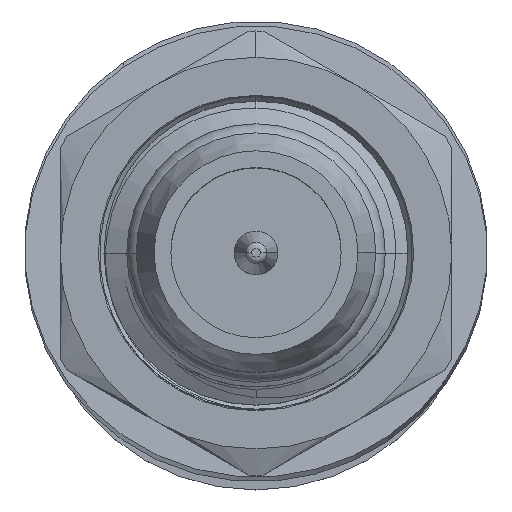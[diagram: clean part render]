
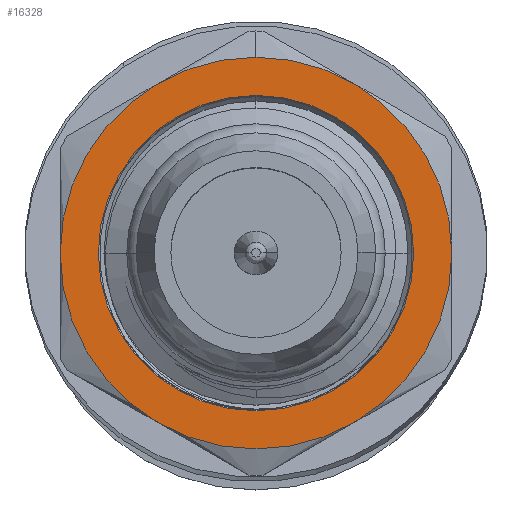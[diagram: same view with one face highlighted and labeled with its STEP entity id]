
A CAD part, top view. The second image highlights one B-rep face of the part: STEP entity #16328.
In plain terms, the highlighted face is planar.
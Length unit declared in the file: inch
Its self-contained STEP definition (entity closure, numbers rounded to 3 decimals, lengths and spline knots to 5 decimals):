
#117 = ORIENTED_EDGE ( 'NONE', *, *, #13929, .T. ) ;
#232 = ORIENTED_EDGE ( 'NONE', *, *, #3726, .T. ) ;
#608 = CARTESIAN_POINT ( 'NONE',  ( 0., 0., -0.03 ) ) ;
#681 = CARTESIAN_POINT ( 'NONE',  ( 0., 0.1565, -0.03 ) ) ;
#707 = CARTESIAN_POINT ( 'NONE',  ( 0.13553, -0.07825, -0.03 ) ) ;
#972 = CARTESIAN_POINT ( 'NONE',  ( 0.12602, 0., -0.03 ) ) ;
#1245 = CIRCLE ( 'NONE', #6258, 0.1565 ) ;
#1763 = VERTEX_POINT ( 'NONE', #972 ) ;
#1857 = CIRCLE ( 'NONE', #14765, 0.1565 ) ;
#1905 = AXIS2_PLACEMENT_3D ( 'NONE', #7484, #13770, #20056 ) ;
#2180 = CIRCLE ( 'NONE', #15072, 0.1565 ) ;
#2383 = DIRECTION ( 'NONE',  ( 1., 0., 0. ) ) ;
#2480 = CARTESIAN_POINT ( 'NONE',  ( 0., 0., -0.03 ) ) ;
#3726 = EDGE_CURVE ( 'NONE', #7044, #1763, #5452, .T. ) ;
#3750 = DIRECTION ( 'NONE',  ( 1., 0., 0. ) ) ;
#4012 = VERTEX_POINT ( 'NONE', #4743 ) ;
#4073 = CARTESIAN_POINT ( 'NONE',  ( 0., 0., -0.03 ) ) ;
#4175 = DIRECTION ( 'NONE',  ( 1., 0., 0. ) ) ;
#4611 = CARTESIAN_POINT ( 'NONE',  ( 0.1565, 0., -0.03 ) ) ;
#4743 = CARTESIAN_POINT ( 'NONE',  ( 0.13553, 0.07825, -0.03 ) ) ;
#5015 = CARTESIAN_POINT ( 'NONE',  ( 0., 0., -0.03 ) ) ;
#5112 = CIRCLE ( 'NONE', #19288, 0.12602 ) ;
#5452 = CIRCLE ( 'NONE', #12395, 0.12602 ) ;
#5676 = EDGE_CURVE ( 'NONE', #1763, #7044, #5112, .T. ) ;
#5935 = FACE_OUTER_BOUND ( 'NONE', #7070, .T. ) ;
#5982 = CARTESIAN_POINT ( 'NONE',  ( 0., 0., -0.03 ) ) ;
#6258 = AXIS2_PLACEMENT_3D ( 'NONE', #13985, #10604, #15329 ) ;
#6408 = EDGE_CURVE ( 'NONE', #18428, #8288, #16347, .T. ) ;
#6870 = DIRECTION ( 'NONE',  ( 0., 0., -1. ) ) ;
#6902 = CIRCLE ( 'NONE', #9524, 0.1565 ) ;
#7044 = VERTEX_POINT ( 'NONE', #12623 ) ;
#7070 = EDGE_LOOP ( 'NONE', ( #9422, #117, #9195, #8740, #7123, #16544, #17082 ) ) ;
#7123 = ORIENTED_EDGE ( 'NONE', *, *, #13639, .T. ) ;
#7296 = VERTEX_POINT ( 'NONE', #4611 ) ;
#7337 = EDGE_CURVE ( 'NONE', #15170, #10503, #2180, .T. ) ;
#7484 = CARTESIAN_POINT ( 'NONE',  ( 0., 0., -0.03 ) ) ;
#7930 = VERTEX_POINT ( 'NONE', #707 ) ;
#8103 = EDGE_LOOP ( 'NONE', ( #232, #18571 ) ) ;
#8166 = CIRCLE ( 'NONE', #9491, 0.1565 ) ;
#8187 = CARTESIAN_POINT ( 'NONE',  ( -0.13553, 0.07825, -0.03 ) ) ;
#8288 = VERTEX_POINT ( 'NONE', #681 ) ;
#8499 = CARTESIAN_POINT ( 'NONE',  ( 0., 0., -0.03 ) ) ;
#8740 = ORIENTED_EDGE ( 'NONE', *, *, #7337, .T. ) ;
#9195 = ORIENTED_EDGE ( 'NONE', *, *, #11116, .T. ) ;
#9422 = ORIENTED_EDGE ( 'NONE', *, *, #17954, .T. ) ;
#9468 = CARTESIAN_POINT ( 'NONE',  ( -0.13553, -0.07825, -0.03 ) ) ;
#9491 = AXIS2_PLACEMENT_3D ( 'NONE', #16656, #6870, #13154 ) ;
#9524 = AXIS2_PLACEMENT_3D ( 'NONE', #2480, #10482, #2383 ) ;
#10055 = DIRECTION ( 'NONE',  ( 1., 0., 0. ) ) ;
#10482 = DIRECTION ( 'NONE',  ( 0., 0., 1. ) ) ;
#10503 = VERTEX_POINT ( 'NONE', #9468 ) ;
#10585 = FACE_BOUND ( 'NONE', #8103, .T. ) ;
#10604 = DIRECTION ( 'NONE',  ( 0., 0., -1. ) ) ;
#11116 = EDGE_CURVE ( 'NONE', #7930, #15170, #8166, .T. ) ;
#11205 = CARTESIAN_POINT ( 'NONE',  ( 0., -0.1565, -0.03 ) ) ;
#12276 = DIRECTION ( 'NONE',  ( 0., 0., -1. ) ) ;
#12395 = AXIS2_PLACEMENT_3D ( 'NONE', #8499, #16137, #19430 ) ;
#12463 = DIRECTION ( 'NONE',  ( 1., 0., 0. ) ) ;
#12623 = CARTESIAN_POINT ( 'NONE',  ( -0.12602, 0., -0.03 ) ) ;
#13154 = DIRECTION ( 'NONE',  ( 1., 0., 0. ) ) ;
#13177 = DIRECTION ( 'NONE',  ( 0., 0., -1. ) ) ;
#13477 = AXIS2_PLACEMENT_3D ( 'NONE', #5015, #13177, #3750 ) ;
#13639 = EDGE_CURVE ( 'NONE', #10503, #18428, #19724, .T. ) ;
#13770 = DIRECTION ( 'NONE',  ( 0., 0., 1. ) ) ;
#13929 = EDGE_CURVE ( 'NONE', #7296, #7930, #1245, .T. ) ;
#13985 = CARTESIAN_POINT ( 'NONE',  ( 0., 0., -0.03 ) ) ;
#14765 = AXIS2_PLACEMENT_3D ( 'NONE', #608, #16156, #10055 ) ;
#15072 = AXIS2_PLACEMENT_3D ( 'NONE', #5982, #12276, #18759 ) ;
#15170 = VERTEX_POINT ( 'NONE', #11205 ) ;
#15329 = DIRECTION ( 'NONE',  ( 1., 0., 0. ) ) ;
#16137 = DIRECTION ( 'NONE',  ( 0., 0., 1. ) ) ;
#16156 = DIRECTION ( 'NONE',  ( 0., 0., -1. ) ) ;
#16328 = ADVANCED_FACE ( 'NONE', ( #10585, #5935 ), #19957, .F. ) ;
#16347 = CIRCLE ( 'NONE', #20310, 0.1565 ) ;
#16544 = ORIENTED_EDGE ( 'NONE', *, *, #6408, .T. ) ;
#16656 = CARTESIAN_POINT ( 'NONE',  ( 0., 0., -0.03 ) ) ;
#17082 = ORIENTED_EDGE ( 'NONE', *, *, #19247, .F. ) ;
#17223 = CARTESIAN_POINT ( 'NONE',  ( 0., 0., -0.03 ) ) ;
#17954 = EDGE_CURVE ( 'NONE', #4012, #7296, #1857, .T. ) ;
#18428 = VERTEX_POINT ( 'NONE', #8187 ) ;
#18571 = ORIENTED_EDGE ( 'NONE', *, *, #5676, .T. ) ;
#18759 = DIRECTION ( 'NONE',  ( 1., 0., 0. ) ) ;
#19247 = EDGE_CURVE ( 'NONE', #4012, #8288, #6902, .T. ) ;
#19288 = AXIS2_PLACEMENT_3D ( 'NONE', #17223, #20288, #12463 ) ;
#19430 = DIRECTION ( 'NONE',  ( 1., 0., 0. ) ) ;
#19658 = DIRECTION ( 'NONE',  ( 0., 0., -1. ) ) ;
#19724 = CIRCLE ( 'NONE', #13477, 0.1565 ) ;
#19957 = PLANE ( 'NONE',  #1905 ) ;
#20056 = DIRECTION ( 'NONE',  ( 1., 0., 0. ) ) ;
#20288 = DIRECTION ( 'NONE',  ( 0., 0., 1. ) ) ;
#20310 = AXIS2_PLACEMENT_3D ( 'NONE', #4073, #19658, #4175 ) ;
